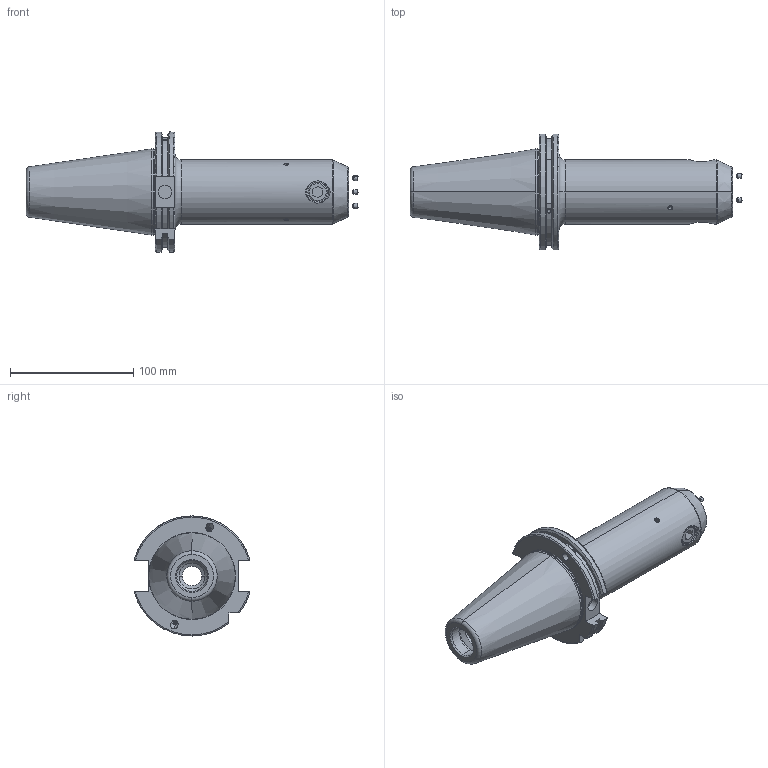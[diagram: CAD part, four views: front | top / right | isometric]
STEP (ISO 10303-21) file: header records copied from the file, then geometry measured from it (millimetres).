
FILE_DESCRIPTION (( 'STEP AP203' ), '1' );
FILE_NAME ('91506-WK220160.STEP', '2017-11-04T12:03:53', ( '' ), ( '' ), 'SwSTEP 2.0', 'SolidWorks 2009', '' );
FILE_SCHEMA (( 'CONFIG_CONTROL_DESIGN' ));
Length unit declared in the file: millimetre
Products named in the file (4): M16X16_ISO 4026 - M16 x 10-N; Copy of M4X4_DIN 913 - M4 x 4-N; 91506-WK220160; SK50EK20160FWW
Assembly tree (10 placements, depth 2):
  91506-WK220160
    M16X16_ISO 4026 - M16 x 10-N
    SK50EK20160FWW
    Copy of M4X4_DIN 913 - M4 x 4-N  x8
Bounding box: 269.43 x 94.05 x 97.5 mm (x, y, z)
Volume: 582576.2 mm3; surface area: 78024.8 mm2
Topology: 10 solids, 10 shells, 285 faces, 673 edges, 426 vertices
Faces by surface type: plane 116, cylinder 85, cone 60, torus 22, sphere 2
Entity records: 6991 total; most frequent: CARTESIAN_POINT 2103, DIRECTION 906, ORIENTED_EDGE 898, EDGE_CURVE 449, AXIS2_PLACEMENT_3D 364, VERTEX_POINT 286, EDGE_LOOP 215, ADVANCED_FACE 180
